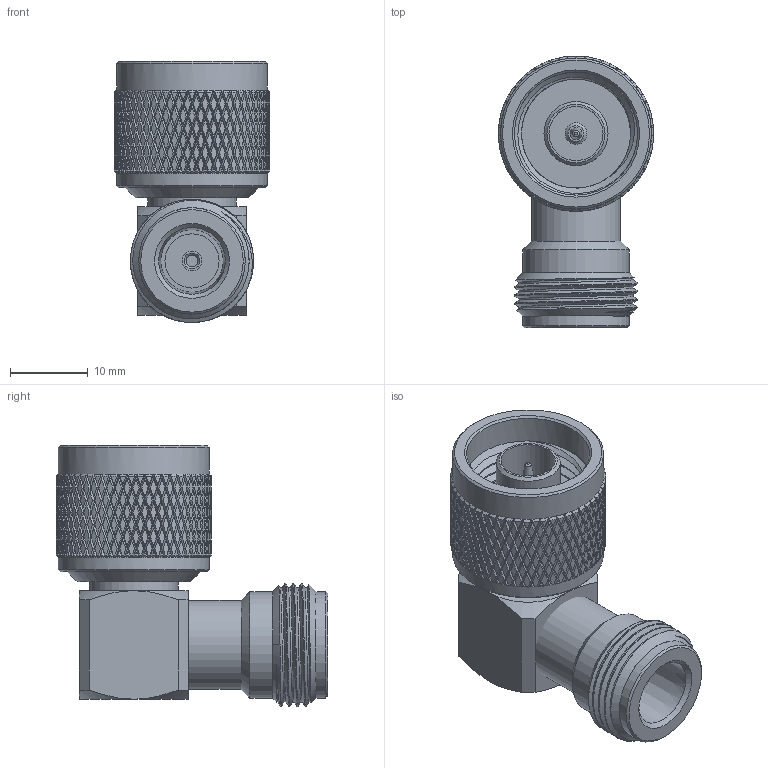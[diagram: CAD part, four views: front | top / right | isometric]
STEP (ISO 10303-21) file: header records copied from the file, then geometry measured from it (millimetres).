
FILE_DESCRIPTION (( 'STEP AP203' ), '1' );
FILE_NAME ('SM4534_3D.step', '2021-05-12T15:18:57', ( '' ), ( '' ), 'SwSTEP 2.0', 'SolidWorks 2020', '' );
FILE_SCHEMA (( 'CONFIG_CONTROL_DESIGN' ));
Products named in the file (1): SM4534_3D
Bounding box: 20 x 35 x 33.64 mm (x, y, z)
Volume: 8579.6 mm3; surface area: 5579.2 mm2
Topology: 2 solids, 2 shells, 2522 faces, 5133 edges, 2629 vertices
Faces by surface type: bspline 1767, cylinder 470, cone 247, plane 38
Full cylindrical faces by diameter (mm): 1.524 x2, 2.54 x1, 2.794 x1, 6.985 x2, 8.255 x1, 9.525 x1, 11.43 x1, 11.46 x1, 13.716 x2, 15.875 x5, 17.175 x1, 19.461 x2
Entity records: 91109 total; most frequent: CARTESIAN_POINT 58491, ORIENTED_EDGE 10156, EDGE_CURVE 5078, VERTEX_POINT 2608, EDGE_LOOP 2560, FACE_OUTER_BOUND 2534, ADVANCED_FACE 2517, DIRECTION 2438
